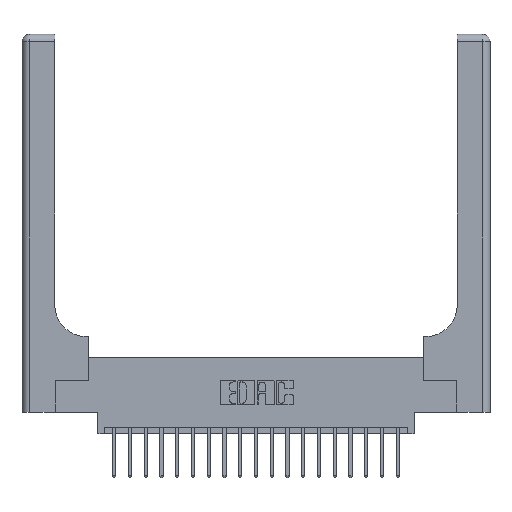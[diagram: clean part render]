
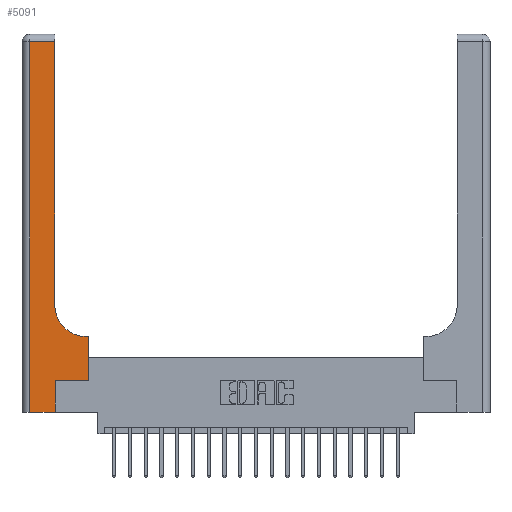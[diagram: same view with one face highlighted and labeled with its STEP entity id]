
A CAD part, top view. The second image highlights one B-rep face of the part: STEP entity #5091.
In plain terms, the highlighted planar face has unit normal (0, 0, 1).
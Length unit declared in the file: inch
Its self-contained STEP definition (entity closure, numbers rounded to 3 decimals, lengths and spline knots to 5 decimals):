
#85 = LINE ( 'NONE', #2824, #1109 ) ;
#648 = CIRCLE ( 'NONE', #11476, 0.25 ) ;
#1109 = VECTOR ( 'NONE', #7662, 39.37008 ) ;
#1258 = ORIENTED_EDGE ( 'NONE', *, *, #12997, .T. ) ;
#1409 = PLANE ( 'NONE',  #9124 ) ;
#1633 = VERTEX_POINT ( 'NONE', #6934 ) ;
#1912 = LINE ( 'NONE', #17479, #10461 ) ;
#2265 = CARTESIAN_POINT ( 'NONE',  ( 0.26, 0.6, 0.37 ) ) ;
#2382 = EDGE_CURVE ( 'NONE', #9028, #18877, #11616, .T. ) ;
#2530 = CARTESIAN_POINT ( 'NONE',  ( 0.06, 2.94, 0.37 ) ) ;
#2565 = VECTOR ( 'NONE', #4197, 39.37008 ) ;
#2705 = FACE_OUTER_BOUND ( 'NONE', #14115, .T. ) ;
#2824 = CARTESIAN_POINT ( 'NONE',  ( 0.528, 0.25, 0.37 ) ) ;
#3113 = LINE ( 'NONE', #2265, #19745 ) ;
#3300 = CARTESIAN_POINT ( 'NONE',  ( 0.265, 0.25, 0.37 ) ) ;
#3572 = VERTEX_POINT ( 'NONE', #2530 ) ;
#3837 = CARTESIAN_POINT ( 'NONE',  ( 0.265, 0., 0.37 ) ) ;
#3888 = DIRECTION ( 'NONE',  ( -1., 0., 0. ) ) ;
#4187 = CARTESIAN_POINT ( 'NONE',  ( 0.26, 3., 0.37 ) ) ;
#4197 = DIRECTION ( 'NONE',  ( 0., 1., 0. ) ) ;
#4352 = VECTOR ( 'NONE', #15088, 39.37008 ) ;
#4781 = ORIENTED_EDGE ( 'NONE', *, *, #12151, .T. ) ;
#5091 = ADVANCED_FACE ( 'NONE', ( #2705 ), #1409, .F. ) ;
#5523 = ORIENTED_EDGE ( 'NONE', *, *, #13803, .T. ) ;
#5957 = LINE ( 'NONE', #4187, #14039 ) ;
#6444 = ORIENTED_EDGE ( 'NONE', *, *, #20321, .T. ) ;
#6934 = CARTESIAN_POINT ( 'NONE',  ( 0.26, 2.94, 0.37 ) ) ;
#7447 = CARTESIAN_POINT ( 'NONE',  ( 0., 2.94, 0.37 ) ) ;
#7662 = DIRECTION ( 'NONE',  ( 0., 1., 0. ) ) ;
#7822 = DIRECTION ( 'NONE',  ( 1., 0., 0. ) ) ;
#8040 = VERTEX_POINT ( 'NONE', #15669 ) ;
#8574 = CARTESIAN_POINT ( 'NONE',  ( 0.51, 0.85, 0.37 ) ) ;
#8675 = LINE ( 'NONE', #11573, #12952 ) ;
#9028 = VERTEX_POINT ( 'NONE', #11799 ) ;
#9077 = DIRECTION ( 'NONE',  ( -1., 0., 0. ) ) ;
#9124 = AXIS2_PLACEMENT_3D ( 'NONE', #9563, #20835, #11173 ) ;
#9439 = LINE ( 'NONE', #7447, #17517 ) ;
#9563 = CARTESIAN_POINT ( 'NONE',  ( 0., 3., 0.37 ) ) ;
#9918 = CARTESIAN_POINT ( 'NONE',  ( 0.26, 0.85, 0.37 ) ) ;
#9985 = CARTESIAN_POINT ( 'NONE',  ( 0.51, 0.6, 0.37 ) ) ;
#10176 = DIRECTION ( 'NONE',  ( 1., 0., 0. ) ) ;
#10461 = VECTOR ( 'NONE', #7822, 39.37008 ) ;
#11173 = DIRECTION ( 'NONE',  ( -1., 0., 0. ) ) ;
#11476 = AXIS2_PLACEMENT_3D ( 'NONE', #8574, #19857, #10176 ) ;
#11573 = CARTESIAN_POINT ( 'NONE',  ( 0.265, 0.25, 0.37 ) ) ;
#11616 = LINE ( 'NONE', #3837, #2565 ) ;
#11799 = CARTESIAN_POINT ( 'NONE',  ( 0.265, 0., 0.37 ) ) ;
#11842 = ORIENTED_EDGE ( 'NONE', *, *, #13993, .T. ) ;
#11955 = CARTESIAN_POINT ( 'NONE',  ( 0.528, 0.6, 0.37 ) ) ;
#11990 = EDGE_CURVE ( 'NONE', #20206, #1633, #5957, .T. ) ;
#12151 = EDGE_CURVE ( 'NONE', #18042, #9028, #1912, .T. ) ;
#12479 = EDGE_CURVE ( 'NONE', #15479, #20206, #648, .T. ) ;
#12564 = VERTEX_POINT ( 'NONE', #11955 ) ;
#12723 = EDGE_CURVE ( 'NONE', #1633, #3572, #9439, .T. ) ;
#12880 = LINE ( 'NONE', #13459, #4352 ) ;
#12952 = VECTOR ( 'NONE', #18006, 39.37008 ) ;
#12997 = EDGE_CURVE ( 'NONE', #18877, #8040, #8675, .T. ) ;
#13459 = CARTESIAN_POINT ( 'NONE',  ( 0.06, 3., 0.37 ) ) ;
#13803 = EDGE_CURVE ( 'NONE', #12564, #15479, #3113, .T. ) ;
#13993 = EDGE_CURVE ( 'NONE', #8040, #12564, #85, .T. ) ;
#14039 = VECTOR ( 'NONE', #15455, 39.37008 ) ;
#14115 = EDGE_LOOP ( 'NONE', ( #15620, #19833, #6444, #4781, #14322, #1258, #11842, #5523, #14145 ) ) ;
#14145 = ORIENTED_EDGE ( 'NONE', *, *, #12479, .T. ) ;
#14322 = ORIENTED_EDGE ( 'NONE', *, *, #2382, .T. ) ;
#15088 = DIRECTION ( 'NONE',  ( 0., -1., 0. ) ) ;
#15455 = DIRECTION ( 'NONE',  ( 0., 1., 0. ) ) ;
#15479 = VERTEX_POINT ( 'NONE', #9985 ) ;
#15620 = ORIENTED_EDGE ( 'NONE', *, *, #11990, .T. ) ;
#15669 = CARTESIAN_POINT ( 'NONE',  ( 0.528, 0.25, 0.37 ) ) ;
#17479 = CARTESIAN_POINT ( 'NONE',  ( 0., 0., 0.37 ) ) ;
#17517 = VECTOR ( 'NONE', #9077, 39.37008 ) ;
#18006 = DIRECTION ( 'NONE',  ( 1., 0., 0. ) ) ;
#18042 = VERTEX_POINT ( 'NONE', #18487 ) ;
#18487 = CARTESIAN_POINT ( 'NONE',  ( 0.06, 0., 0.37 ) ) ;
#18877 = VERTEX_POINT ( 'NONE', #3300 ) ;
#19745 = VECTOR ( 'NONE', #3888, 39.37008 ) ;
#19833 = ORIENTED_EDGE ( 'NONE', *, *, #12723, .T. ) ;
#19857 = DIRECTION ( 'NONE',  ( 0., 0., -1. ) ) ;
#20206 = VERTEX_POINT ( 'NONE', #9918 ) ;
#20321 = EDGE_CURVE ( 'NONE', #3572, #18042, #12880, .T. ) ;
#20835 = DIRECTION ( 'NONE',  ( 0., 0., -1. ) ) ;
